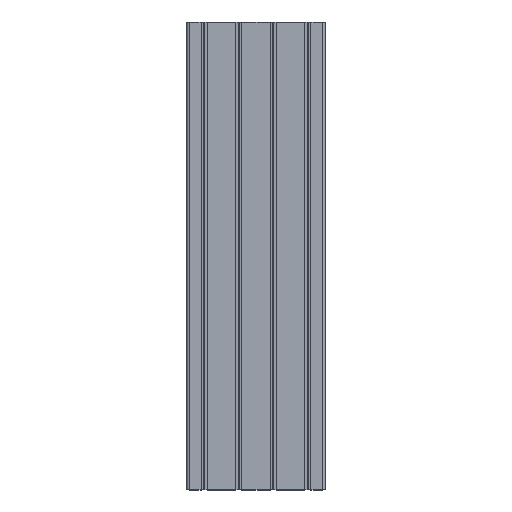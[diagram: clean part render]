
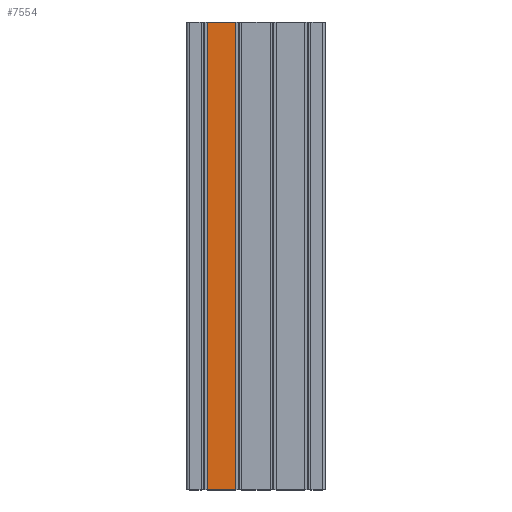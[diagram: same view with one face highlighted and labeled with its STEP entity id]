
A CAD part, top view. The second image highlights one B-rep face of the part: STEP entity #7554.
In plain terms, the highlighted planar face has unit normal (0, 0, 1).
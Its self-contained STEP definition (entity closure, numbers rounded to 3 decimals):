
#243=PLANE('',#8231);
#610=FACE_OUTER_BOUND('',#983,.T.);
#983=EDGE_LOOP('',(#6170,#6171,#6172,#6173));
#1770=LINE('',#12437,#2581);
#1771=LINE('',#12440,#2582);
#1772=LINE('',#12442,#2583);
#1773=LINE('',#12443,#2584);
#2581=VECTOR('',#10232,10.);
#2582=VECTOR('',#10235,10.);
#2583=VECTOR('',#10236,10.);
#2584=VECTOR('',#10237,10.);
#3653=VERTEX_POINT('',#12433);
#3654=VERTEX_POINT('',#12435);
#3655=VERTEX_POINT('',#12439);
#3656=VERTEX_POINT('',#12441);
#4726=EDGE_CURVE('',#3653,#3654,#1770,.T.);
#4727=EDGE_CURVE('',#3655,#3653,#1771,.T.);
#4728=EDGE_CURVE('',#3656,#3654,#1772,.T.);
#4729=EDGE_CURVE('',#3655,#3656,#1773,.T.);
#6170=ORIENTED_EDGE('',*,*,#4727,.T.);
#6171=ORIENTED_EDGE('',*,*,#4726,.T.);
#6172=ORIENTED_EDGE('',*,*,#4728,.F.);
#6173=ORIENTED_EDGE('',*,*,#4729,.F.);
#7554=ADVANCED_FACE('',(#610),#243,.T.);
#8231=AXIS2_PLACEMENT_3D('',#12438,#10233,#10234);
#10232=DIRECTION('',(0.,-1.,0.));
#10233=DIRECTION('center_axis',(0.,0.,1.));
#10234=DIRECTION('ref_axis',(-1.,0.,0.));
#10235=DIRECTION('',(-1.,0.,0.));
#10236=DIRECTION('',(-1.,0.,0.));
#10237=DIRECTION('',(0.,-1.,0.));
#12433=CARTESIAN_POINT('',(26.729,-4804.8,90.));
#12435=CARTESIAN_POINT('',(26.729,-5414.4,90.));
#12437=CARTESIAN_POINT('',(26.729,-4804.8,90.));
#12438=CARTESIAN_POINT('Origin',(63.5,-4804.8,90.));
#12439=CARTESIAN_POINT('',(63.5,-4804.8,90.));
#12440=CARTESIAN_POINT('',(26.729,-4804.8,90.));
#12441=CARTESIAN_POINT('',(63.5,-5414.4,90.));
#12442=CARTESIAN_POINT('',(26.729,-5414.4,90.));
#12443=CARTESIAN_POINT('',(63.5,-4804.8,90.));
